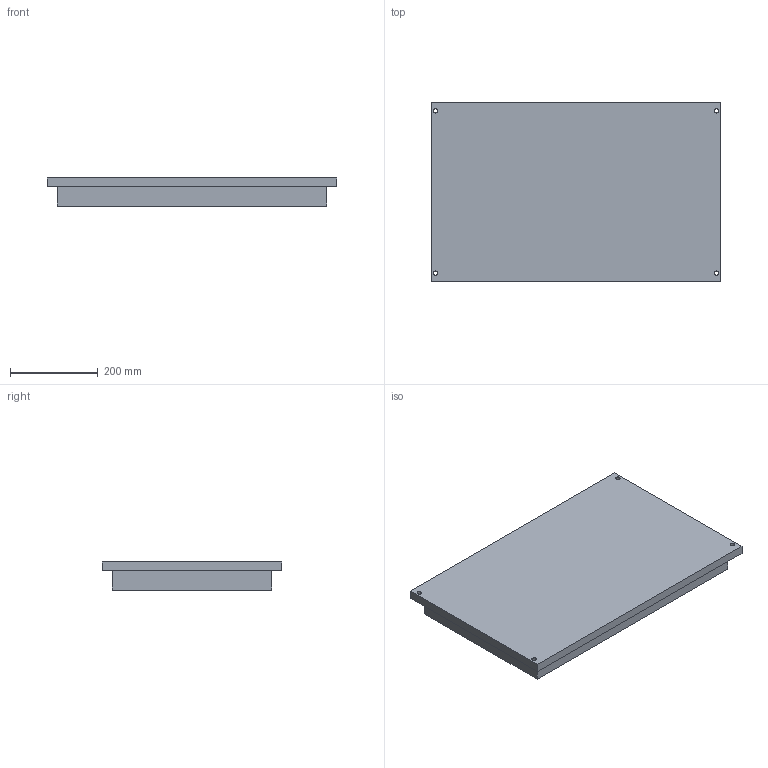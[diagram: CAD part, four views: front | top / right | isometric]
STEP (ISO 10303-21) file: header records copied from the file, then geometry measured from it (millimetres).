
FILE_DESCRIPTION(/* description */ (''),/* implementation_level */ '2;1');
FILE_NAME(/* name */ 'TOP MOULE DEF',/* time_stamp */ '2020-11-30T16:39:52+01:00',/* author */ (''),/* organization */ (''),/* preprocessor_version */ 'ST-DEVELOPER v16.5',/* originating_system */ '',/* authorisation */ '');
FILE_SCHEMA (('AUTOMOTIVE_DESIGN'));
Length unit declared in the file: millimetre
Products named in the file (1): Document
Bounding box: 660 x 410 x 64 mm (x, y, z)
Volume: 15239534.5 mm3; surface area: 671951.6 mm2
Topology: 1 solids, 1 shells, 19 faces, 48 edges, 32 vertices
Faces by surface type: bspline 19
Entity records: 1173 total; most frequent: CARTESIAN_POINT 542, B_SPLINE_CURVE_WITH_KNOTS 104, ORIENTED_EDGE 96, PCURVE 96, DEFINITIONAL_REPRESENTATION 96, SURFACE_CURVE 48, EDGE_CURVE 48, VERTEX_POINT 32
